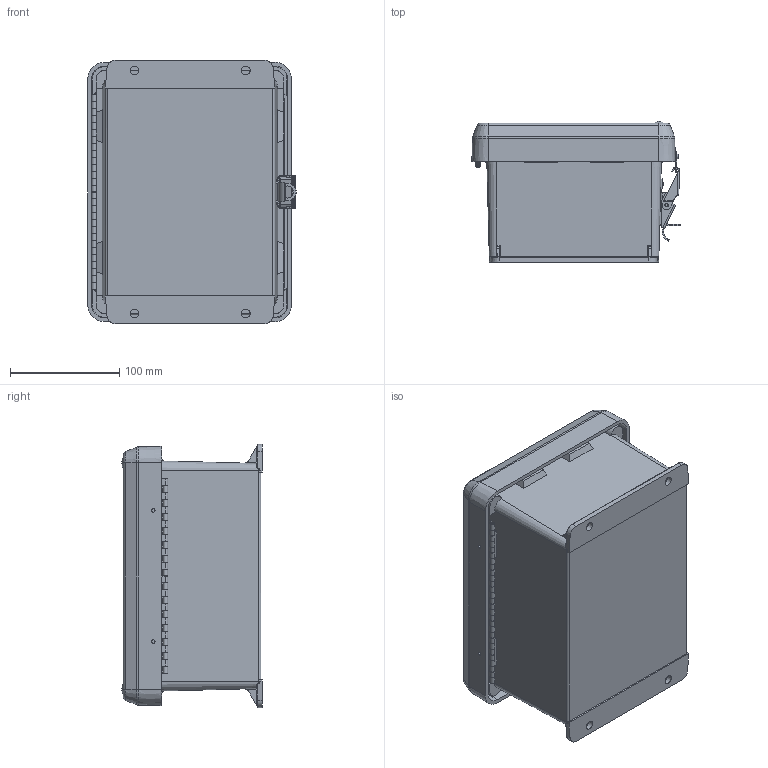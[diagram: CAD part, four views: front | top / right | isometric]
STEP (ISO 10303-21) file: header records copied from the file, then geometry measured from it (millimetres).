
FILE_DESCRIPTION (( 'STEP AP214' ), '1' );
FILE_NAME ('NB080604-KIT01.STEP', '2018-01-24T14:29:44', ( '' ), ( '' ), 'SwSTEP 2.0', 'SolidWorks 2014', '' );
FILE_SCHEMA (( 'AUTOMOTIVE_DESIGN' ));
Length unit declared in the file: inch
Products named in the file (9): NB080604_box; NB080604-KIT01; XFW-0002; XFS-0077; 1BE04-031; NB080604-DoorClasp-2; NB080604-DoorClasp-1; NB080604-Hinge; NB080604_lid
Assembly tree (15 placements, depth 2):
  NB080604-KIT01
    NB080604_box
    NB080604_lid
    NB080604-Hinge  x2
    NB080604-DoorClasp-1
    NB080604-DoorClasp-2
    1BE04-031
    XFS-0077  x4
    XFW-0002  x4
Bounding box: 190.41 x 128.64 x 240.87 mm (x, y, z)
Volume: 852818.5 mm3; surface area: 466608.1 mm2
Topology: 18 solids, 20 shells, 1482 faces, 3793 edges, 2386 vertices
Faces by surface type: plane 565, cylinder 527, cone 266, torus 76, bspline 44, sphere 4
Full cylindrical faces by diameter (mm): 3.15 x2, 3.175 x14, 3.302 x10, 4.064 x2, 6.241 x4, 6.35 x8, 8.128 x4, 9.296 x4, 9.525 x4, 10.16 x4, 11.024 x1
Entity records: 33157 total; most frequent: CARTESIAN_POINT 7119, DIRECTION 5031, ORIENTED_EDGE 4752, EDGE_CURVE 2376, AXIS2_PLACEMENT_3D 1888, VERTEX_POINT 1628, EDGE_LOOP 1404, VECTOR 1255
